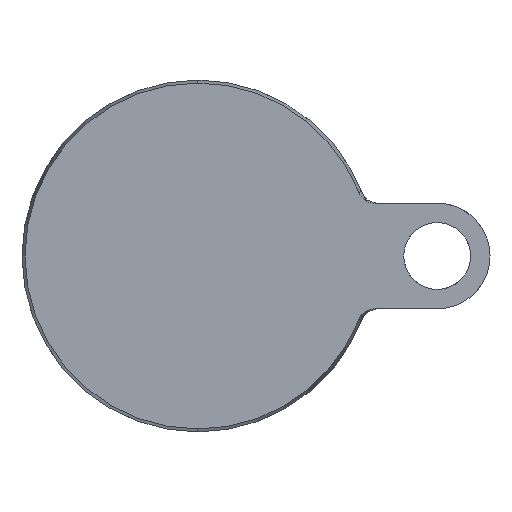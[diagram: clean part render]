
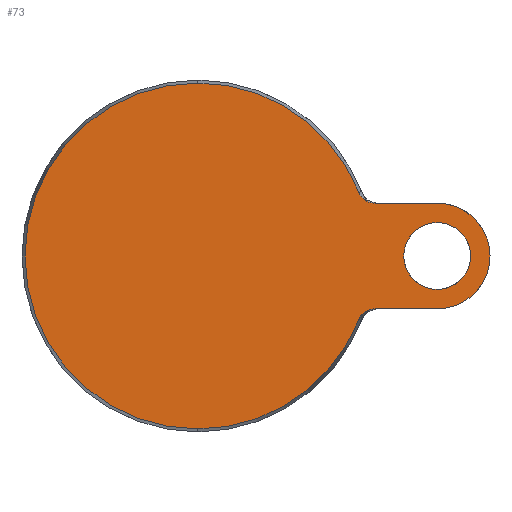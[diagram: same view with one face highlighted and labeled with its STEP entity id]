
A CAD part, front view. The second image highlights one B-rep face of the part: STEP entity #73.
In plain terms, the highlighted planar face has unit normal (0, -1, 0).
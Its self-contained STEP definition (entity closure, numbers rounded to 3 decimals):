
#10 = CARTESIAN_POINT ( 'NONE',  ( 0., 0., 49.143 ) ) ;
#13 = FACE_OUTER_BOUND ( 'NONE', #299, .T. ) ;
#61 = VERTEX_POINT ( 'NONE', #259 ) ;
#73 = ADVANCED_FACE ( 'NONE', ( #13, #135 ), #518, .F. ) ;
#86 = EDGE_CURVE ( 'NONE', #1221, #61, #865, .T. ) ;
#97 = CARTESIAN_POINT ( 'NONE',  ( 45.848, 0., -17.699 ) ) ;
#135 = FACE_BOUND ( 'NONE', #920, .T. ) ;
#141 = CARTESIAN_POINT ( 'NONE',  ( 68., 0., 0. ) ) ;
#149 = CIRCLE ( 'NONE', #1076, 9.5 ) ;
#183 = VECTOR ( 'NONE', #616, 1000. ) ;
#207 = CARTESIAN_POINT ( 'NONE',  ( 0., 0., 0. ) ) ;
#217 = CARTESIAN_POINT ( 'NONE',  ( 49.363, 0., -15.093 ) ) ;
#230 = AXIS2_PLACEMENT_3D ( 'NONE', #1529, #384, #256 ) ;
#251 = ORIENTED_EDGE ( 'NONE', *, *, #818, .F. ) ;
#255 = CIRCLE ( 'NONE', #230, 49.143 ) ;
#256 = DIRECTION ( 'NONE',  ( 0., 0., -1. ) ) ;
#259 = CARTESIAN_POINT ( 'NONE',  ( 45.66, 0., -18.169 ) ) ;
#272 = DIRECTION ( 'NONE',  ( -1., 0., 0. ) ) ;
#297 = EDGE_CURVE ( 'NONE', #357, #355, #149, .T. ) ;
#299 = EDGE_LOOP ( 'NONE', ( #550, #511, #1032, #1064, #741, #1237, #377, #251 ) ) ;
#310 = B_SPLINE_CURVE_WITH_KNOTS ( 'NONE', 3,
 ( #801, #462, #708, #1184, #1177, #1059, #443, #1323, #568, #1203, #330, #1336, #919, #1066 ),
 .UNSPECIFIED., .F., .F.,
 ( 4, 2, 2, 2, 2, 2, 4 ),
 ( 0., 0.001, 0.002, 0.003, 0.004, 0.004, 0.006 ),
 .UNSPECIFIED. ) ;
#330 = CARTESIAN_POINT ( 'NONE',  ( 46.58, 0., 16.677 ) ) ;
#340 = VERTEX_POINT ( 'NONE', #753 ) ;
#341 = CARTESIAN_POINT ( 'NONE',  ( 49.862, 0., -15.019 ) ) ;
#351 = CARTESIAN_POINT ( 'NONE',  ( 47.73, 0., -15.726 ) ) ;
#355 = VERTEX_POINT ( 'NONE', #1127 ) ;
#357 = VERTEX_POINT ( 'NONE', #612 ) ;
#360 = ORIENTED_EDGE ( 'NONE', *, *, #524, .T. ) ;
#377 = ORIENTED_EDGE ( 'NONE', *, *, #1091, .F. ) ;
#384 = DIRECTION ( 'NONE',  ( 0., -1., 0. ) ) ;
#389 = CIRCLE ( 'NONE', #1104, 15. ) ;
#419 = DIRECTION ( 'NONE',  ( 0., 0., 1. ) ) ;
#443 = CARTESIAN_POINT ( 'NONE',  ( 47.738, 0., 15.721 ) ) ;
#462 = CARTESIAN_POINT ( 'NONE',  ( 49.86, 0., 15. ) ) ;
#467 = CARTESIAN_POINT ( 'NONE',  ( 45.66, 0., -18.169 ) ) ;
#477 = EDGE_CURVE ( 'NONE', #876, #1087, #255, .T. ) ;
#511 = ORIENTED_EDGE ( 'NONE', *, *, #1213, .T. ) ;
#518 = PLANE ( 'NONE',  #1136 ) ;
#524 = EDGE_CURVE ( 'NONE', #355, #357, #990, .T. ) ;
#528 = CARTESIAN_POINT ( 'NONE',  ( -49.143, 0., 0. ) ) ;
#534 = DIRECTION ( 'NONE',  ( 0., 0., 1. ) ) ;
#548 = B_SPLINE_CURVE_WITH_KNOTS ( 'NONE', 3,
 ( #467, #97, #1107, #603, #735, #1115, #1245, #351, #961, #841, #594, #1465, #217, #341, #1239, #847 ),
 .UNSPECIFIED., .F., .F.,
 ( 4, 2, 2, 2, 2, 2, 2, 4 ),
 ( 0., 0.001, 0.002, 0.003, 0.004, 0.004, 0.005, 0.006 ),
 .UNSPECIFIED. ) ;
#550 = ORIENTED_EDGE ( 'NONE', *, *, #752, .F. ) ;
#568 = CARTESIAN_POINT ( 'NONE',  ( 47.122, 0., 16.157 ) ) ;
#594 = CARTESIAN_POINT ( 'NONE',  ( 48.637, 0., -15.295 ) ) ;
#603 = CARTESIAN_POINT ( 'NONE',  ( 46.575, 0., -16.681 ) ) ;
#608 = AXIS2_PLACEMENT_3D ( 'NONE', #207, #1565, #1551 ) ;
#612 = CARTESIAN_POINT ( 'NONE',  ( 68., 0., -9.5 ) ) ;
#616 = DIRECTION ( 'NONE',  ( 1., 0., 0. ) ) ;
#618 = DIRECTION ( 'NONE',  ( 0., 0., 1. ) ) ;
#627 = VERTEX_POINT ( 'NONE', #1567 ) ;
#652 = DIRECTION ( 'NONE',  ( 0., 0., -1. ) ) ;
#674 = DIRECTION ( 'NONE',  ( 0., -1., 0. ) ) ;
#708 = CARTESIAN_POINT ( 'NONE',  ( 49.366, 0., 15.074 ) ) ;
#735 = CARTESIAN_POINT ( 'NONE',  ( 46.749, 0., -16.497 ) ) ;
#741 = ORIENTED_EDGE ( 'NONE', *, *, #86, .T. ) ;
#752 = EDGE_CURVE ( 'NONE', #340, #1116, #863, .T. ) ;
#753 = CARTESIAN_POINT ( 'NONE',  ( 50.366, 0., 15. ) ) ;
#768 = CARTESIAN_POINT ( 'NONE',  ( 15., 0., 15. ) ) ;
#789 = AXIS2_PLACEMENT_3D ( 'NONE', #898, #674, #652 ) ;
#794 = CARTESIAN_POINT ( 'NONE',  ( 68., 0., 15. ) ) ;
#801 = CARTESIAN_POINT ( 'NONE',  ( 50.366, 0., 15. ) ) ;
#818 = EDGE_CURVE ( 'NONE', #1116, #1017, #389, .T. ) ;
#841 = CARTESIAN_POINT ( 'NONE',  ( 48.405, 0., -15.385 ) ) ;
#847 = CARTESIAN_POINT ( 'NONE',  ( 50.366, 0., -15. ) ) ;
#863 = LINE ( 'NONE', #768, #183 ) ;
#865 = CIRCLE ( 'NONE', #789, 49.143 ) ;
#876 = VERTEX_POINT ( 'NONE', #1564 ) ;
#893 = ORIENTED_EDGE ( 'NONE', *, *, #297, .T. ) ;
#897 = DIRECTION ( 'NONE',  ( 0., 1., 0. ) ) ;
#898 = CARTESIAN_POINT ( 'NONE',  ( 0., 0., 0. ) ) ;
#910 = CARTESIAN_POINT ( 'NONE',  ( 15., 0., -15. ) ) ;
#911 = AXIS2_PLACEMENT_3D ( 'NONE', #141, #897, #534 ) ;
#919 = CARTESIAN_POINT ( 'NONE',  ( 45.848, 0., 17.699 ) ) ;
#920 = EDGE_LOOP ( 'NONE', ( #893, #360 ) ) ;
#961 = CARTESIAN_POINT ( 'NONE',  ( 47.952, 0., -15.6 ) ) ;
#985 = DIRECTION ( 'NONE',  ( 0., 0., -1. ) ) ;
#990 = CIRCLE ( 'NONE', #911, 9.5 ) ;
#1017 = VERTEX_POINT ( 'NONE', #1329 ) ;
#1032 = ORIENTED_EDGE ( 'NONE', *, *, #477, .T. ) ;
#1059 = CARTESIAN_POINT ( 'NONE',  ( 47.955, 0., 15.598 ) ) ;
#1064 = ORIENTED_EDGE ( 'NONE', *, *, #1242, .T. ) ;
#1066 = CARTESIAN_POINT ( 'NONE',  ( 45.66, 0., 18.169 ) ) ;
#1076 = AXIS2_PLACEMENT_3D ( 'NONE', #1255, #1235, #618 ) ;
#1087 = VERTEX_POINT ( 'NONE', #10 ) ;
#1091 = EDGE_CURVE ( 'NONE', #1017, #627, #1535, .T. ) ;
#1104 = AXIS2_PLACEMENT_3D ( 'NONE', #1117, #1610, #985 ) ;
#1107 = CARTESIAN_POINT ( 'NONE',  ( 46.1, 0., -17.269 ) ) ;
#1115 = CARTESIAN_POINT ( 'NONE',  ( 47.118, 0., -16.16 ) ) ;
#1116 = VERTEX_POINT ( 'NONE', #794 ) ;
#1117 = CARTESIAN_POINT ( 'NONE',  ( 68., 0., 0. ) ) ;
#1127 = CARTESIAN_POINT ( 'NONE',  ( 68., 0., 9.5 ) ) ;
#1135 = CIRCLE ( 'NONE', #608, 49.143 ) ;
#1136 = AXIS2_PLACEMENT_3D ( 'NONE', #528, #1281, #419 ) ;
#1177 = CARTESIAN_POINT ( 'NONE',  ( 48.407, 0., 15.384 ) ) ;
#1184 = CARTESIAN_POINT ( 'NONE',  ( 48.644, 0., 15.292 ) ) ;
#1203 = CARTESIAN_POINT ( 'NONE',  ( 46.751, 0., 16.495 ) ) ;
#1213 = EDGE_CURVE ( 'NONE', #340, #876, #310, .T. ) ;
#1221 = VERTEX_POINT ( 'NONE', #1304 ) ;
#1235 = DIRECTION ( 'NONE',  ( 0., 1., 0. ) ) ;
#1237 = ORIENTED_EDGE ( 'NONE', *, *, #1386, .T. ) ;
#1239 = CARTESIAN_POINT ( 'NONE',  ( 50.113, 0., -15. ) ) ;
#1242 = EDGE_CURVE ( 'NONE', #1087, #1221, #1135, .T. ) ;
#1245 = CARTESIAN_POINT ( 'NONE',  ( 47.314, 0., -16.005 ) ) ;
#1255 = CARTESIAN_POINT ( 'NONE',  ( 68., 0., 0. ) ) ;
#1281 = DIRECTION ( 'NONE',  ( 0., 1., 0. ) ) ;
#1304 = CARTESIAN_POINT ( 'NONE',  ( 0., 0., -49.143 ) ) ;
#1323 = CARTESIAN_POINT ( 'NONE',  ( 47.322, 0., 16. ) ) ;
#1329 = CARTESIAN_POINT ( 'NONE',  ( 68., 0., -15. ) ) ;
#1336 = CARTESIAN_POINT ( 'NONE',  ( 46.108, 0., 17.258 ) ) ;
#1386 = EDGE_CURVE ( 'NONE', #61, #627, #548, .T. ) ;
#1465 = CARTESIAN_POINT ( 'NONE',  ( 49.116, 0., -15.149 ) ) ;
#1522 = VECTOR ( 'NONE', #272, 1000. ) ;
#1529 = CARTESIAN_POINT ( 'NONE',  ( 0., 0., 0. ) ) ;
#1535 = LINE ( 'NONE', #910, #1522 ) ;
#1551 = DIRECTION ( 'NONE',  ( 0., 0., -1. ) ) ;
#1564 = CARTESIAN_POINT ( 'NONE',  ( 45.66, 0., 18.169 ) ) ;
#1565 = DIRECTION ( 'NONE',  ( 0., -1., 0. ) ) ;
#1567 = CARTESIAN_POINT ( 'NONE',  ( 50.366, 0., -15. ) ) ;
#1610 = DIRECTION ( 'NONE',  ( 0., 1., 0. ) ) ;
